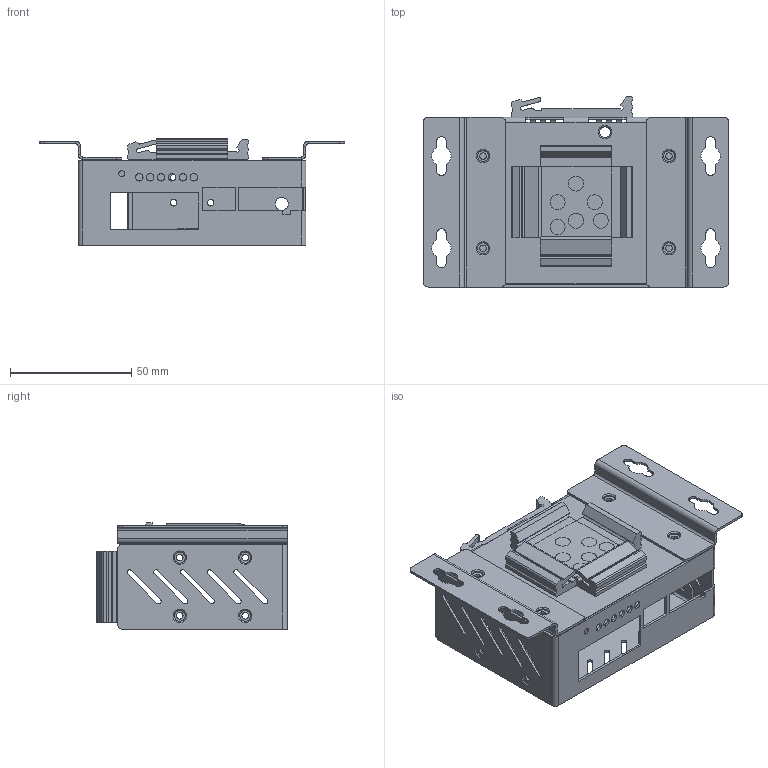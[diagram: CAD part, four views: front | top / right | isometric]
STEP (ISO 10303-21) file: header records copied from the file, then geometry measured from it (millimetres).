
FILE_DESCRIPTION(/* description */ (''),/* implementation_level */ '2;1');
FILE_NAME(/* name */ 'SESTAVA G110v1.0 v2.step',/* time_stamp */ '2023-08-01T07:45:47+02:00',/* author */ (''),/* organization */ (''),/* preprocessor_version */ 'ST-DEVELOPER v20',/* originating_system */ 'Autodesk Translation Framework v12.9.0.99',/* authorisation */ '');
FILE_SCHEMA (('AUTOMOTIVE_DESIGN { 1 0 10303 214 3 1 1 }'));
Length unit declared in the file: millimetre
Products named in the file (5): SESTAVA G110v1.0; Main body; Wall mount; DIN holder GATE 29,4mm(EMKO) v1; Cover G110v1.0 v1
Assembly tree (7 placements, depth 2):
  SESTAVA G110v1.0
    Main body
    Wall mount  x2
    DIN holder GATE 29,4mm(EMKO) v1  x3
    Cover G110v1.0 v1
Bounding box: 126 x 78.5 x 43.85 mm (x, y, z)
Volume: 45588 mm3; surface area: 70883.4 mm2
Topology: 7 solids, 7 shells, 694 faces, 1871 edges, 1171 vertices
Faces by surface type: plane 445, cylinder 221, cone 28
Full cylindrical faces by diameter (mm): 2.5 x1, 2.7 x21, 3.1 x6, 3.2 x9, 4.5 x19, 5.4 x1
Entity records: 17646 total; most frequent: DIRECTION 3022, ORIENTED_EDGE 2986, CARTESIAN_POINT 2986, EDGE_CURVE 1493, LINE 1096, VECTOR 1096, AXIS2_PLACEMENT_3D 963, VERTEX_POINT 927
